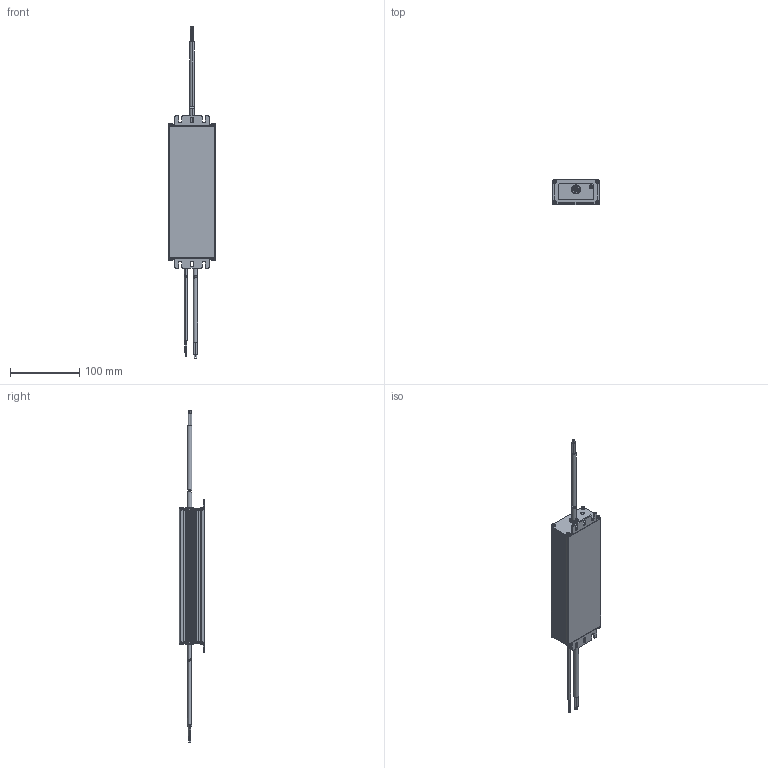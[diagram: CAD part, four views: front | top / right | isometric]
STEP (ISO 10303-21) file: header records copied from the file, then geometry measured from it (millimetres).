
FILE_DESCRIPTION (( 'STEP AP203' ), '1' );
FILE_NAME ('MT100A.STEP', '2017-08-16T08:07:15', ( 'm' ), ( 'N' ), 'SwSTEP 2.0', 'SolidWorks 2012', '' );
FILE_SCHEMA (( 'CONFIG_CONTROL_DESIGN' ));
Length unit declared in the file: millimetre
Products named in the file (14): MT100A; ¸ßÑ¹100Wcross recessed pan head tapping screws gb_GB_CROSS_SCREWS_TYPE128 ST2.9X6.5 H C-N; 詢揤100W覃嫖盄旰; 高压100W输入线束; 詢揤100W怀堤盄旰; 詢揤100W誘盄杶; 詢揤100W覃嫖誘盄杶; 高压100WA3260输出端盖总成; 詢揤100WA3260怀堤傷裔; 高压100W75W调光端盖总成; 高压100W六角压铆螺钉M3＊6; 詢揤100W75W覃嫖傷裔; 詢揤100W菜え; 詢揤100WA5421 C俋褲
Assembly tree (23 placements, depth 3):
  MT100A
    詢揤100WA5421 C俋褲
    詢揤100W菜え  x2
    高压100W75W调光端盖总成
      詢揤100W75W覃嫖傷裔
      高压100W六角压铆螺钉M3＊6
    高压100WA3260输出端盖总成
      詢揤100WA3260怀堤傷裔
      高压100W六角压铆螺钉M3＊6
    詢揤100W覃嫖誘盄杶
    詢揤100W誘盄杶  x2
    詢揤100W怀堤盄旰
    高压100W输入线束
    詢揤100W覃嫖盄旰
    ¸ßÑ¹100Wcross recessed pan head tapping screws gb_GB_CROSS_SCREWS_TYPE128 ST2.9X6.5 H C-N  x8
Bounding box: 67.5 x 37 x 480.2 mm (x, y, z)
Volume: 96886.8 mm3; surface area: 135212.4 mm2
Topology: 24 solids, 24 shells, 1188 faces, 3274 edges, 2154 vertices
Faces by surface type: plane 704, cylinder 416, torus 48, sphere 16, bspline 4
Entity records: 32773 total; most frequent: CARTESIAN_POINT 6395, ORIENTED_EDGE 5240, DIRECTION 5111, EDGE_CURVE 2620, VECTOR 1881, LINE 1881, VERTEX_POINT 1742, AXIS2_PLACEMENT_3D 1615
